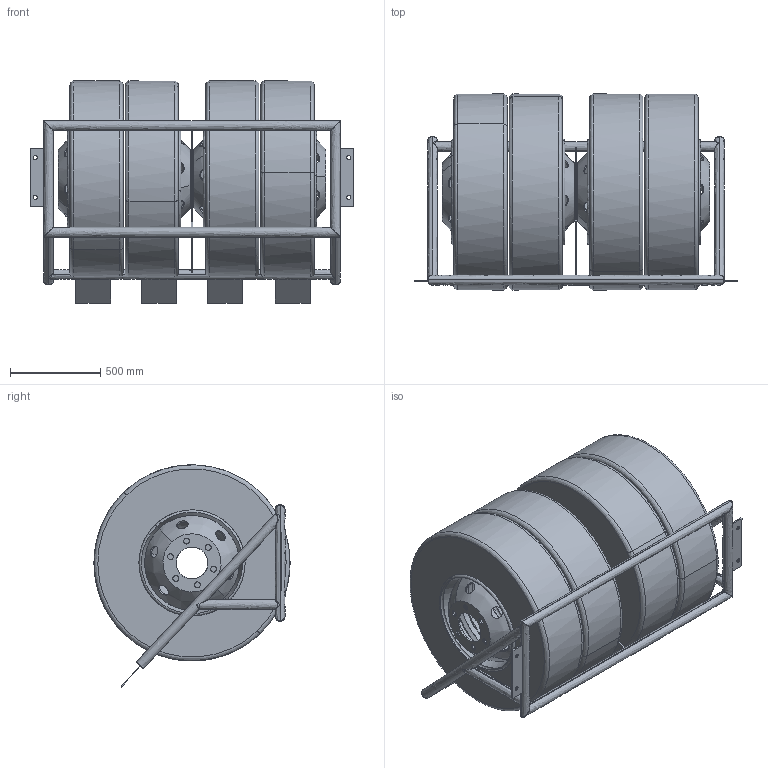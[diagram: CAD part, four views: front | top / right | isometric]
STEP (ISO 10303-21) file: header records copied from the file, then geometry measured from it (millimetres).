
FILE_DESCRIPTION(('FreeCAD Model'),'2;1');
FILE_NAME('Open CASCADE Shape Model','2025-05-09T16:48:06',('FreeCAD'),( 'FreeCAD'),'Open CASCADE STEP processor 7.6','FreeCAD','Unknown');
FILE_SCHEMA(('AUTOMOTIVE_DESIGN { 1 0 10303 214 1 1 1 1 }'));
Length unit declared in the file: millimetre
Products named in the file (1): Open CASCADE STEP translator 7.6 1
Bounding box: 1796.19 x 1087.41 x 1231.9 mm (x, y, z)
Volume: 796107481.1 mm3; surface area: 21140472.1 mm2
Topology: 27 solids, 27 shells, 458 faces, 1032 edges, 632 vertices
Faces by surface type: bspline 458
Entity records: 21925 total; most frequent: CARTESIAN_POINT 15885, ORIENTED_EDGE 2064, EDGE_CURVE 1032, VERTEX_POINT 632, FACE_BOUND 600, EDGE_LOOP 600, B_SPLINE_CURVE_WITH_KNOTS 506, ADVANCED_FACE 458
